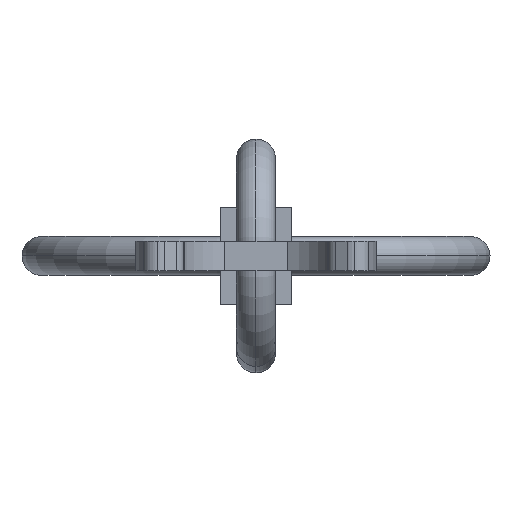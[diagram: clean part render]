
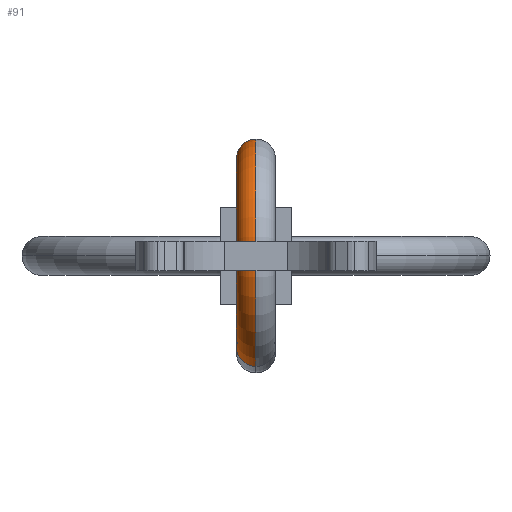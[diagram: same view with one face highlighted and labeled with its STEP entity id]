
A CAD part, left-side view. The second image highlights one B-rep face of the part: STEP entity #91.
In plain terms, the highlighted toroidal (fillet/blend) face has major radius 5 mm and minor radius 1 mm.
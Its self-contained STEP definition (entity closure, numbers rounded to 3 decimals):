
#91=ADVANCED_FACE('',(#210),#211,.T.);
#210=FACE_OUTER_BOUND('',#374,.T.);
#211=TOROIDAL_SURFACE('',#375,5.0,1.0);
#374=EDGE_LOOP('',(#553,#554,#555,#556,#557));
#375=AXIS2_PLACEMENT_3D('',#558,#559,#560);
#553=ORIENTED_EDGE('',*,*,#1043,.F.);
#554=ORIENTED_EDGE('',*,*,#1044,.T.);
#555=ORIENTED_EDGE('',*,*,#1045,.T.);
#556=ORIENTED_EDGE('',*,*,#1046,.F.);
#557=ORIENTED_EDGE('',*,*,#1038,.T.);
#558=CARTESIAN_POINT('',(4.0,0.0,0.0));
#559=DIRECTION('',(0.0,-1.0,0.));
#560=DIRECTION('',(-0.334,0.,-0.943));
#1038=EDGE_CURVE('',#1269,#1266,#1270,.T.);
#1043=EDGE_CURVE('',#1277,#1266,#1278,.T.);
#1044=EDGE_CURVE('',#1277,#1279,#1280,.T.);
#1045=EDGE_CURVE('',#1279,#1281,#1282,.T.);
#1046=EDGE_CURVE('',#1269,#1281,#1283,.T.);
#1266=VERTEX_POINT('',#1746);
#1269=VERTEX_POINT('',#1749);
#1270=CIRCLE('',#1750,1.0);
#1277=VERTEX_POINT('',#1757);
#1278=CIRCLE('',#1758,6.0);
#1279=VERTEX_POINT('',#1759);
#1280=CIRCLE('',#1760,1.0);
#1281=VERTEX_POINT('',#1761);
#1282=CIRCLE('',#1762,1.0);
#1283=CIRCLE('',#1763,4.0);
#1746=CARTESIAN_POINT('',(1.997,0.,-5.656));
#1749=CARTESIAN_POINT('',(2.665,0.,-3.771));
#1750=AXIS2_PLACEMENT_3D('',#2118,#2119,#2120);
#1757=CARTESIAN_POINT('',(6.003,0.,5.656));
#1758=AXIS2_PLACEMENT_3D('',#2130,#2131,#2132);
#1759=CARTESIAN_POINT('',(5.669,1.0,4.713));
#1760=AXIS2_PLACEMENT_3D('',#2133,#2134,#2135);
#1761=CARTESIAN_POINT('',(5.335,0.,3.771));
#1762=AXIS2_PLACEMENT_3D('',#2136,#2137,#2138);
#1763=AXIS2_PLACEMENT_3D('',#2139,#2140,#2141);
#2118=CARTESIAN_POINT('',(2.331,0.,-4.713));
#2119=DIRECTION('',(-0.943,0.,0.334));
#2120=DIRECTION('',(-0.334,0.,-0.943));
#2130=CARTESIAN_POINT('',(4.0,0.,0.));
#2131=DIRECTION('',(0.0,-1.0,0.));
#2132=DIRECTION('',(0.0,0.,-1.0));
#2133=CARTESIAN_POINT('',(5.669,0.,4.713));
#2134=DIRECTION('',(-0.943,0.,0.334));
#2135=DIRECTION('',(-0.334,0.,-0.943));
#2136=CARTESIAN_POINT('',(5.669,0.,4.713));
#2137=DIRECTION('',(-0.943,0.,0.334));
#2138=DIRECTION('',(-0.334,0.,-0.943));
#2139=CARTESIAN_POINT('',(4.0,0.,0.));
#2140=DIRECTION('',(-0.0,1.0,0.));
#2141=DIRECTION('',(0.0,0.,-1.0));
